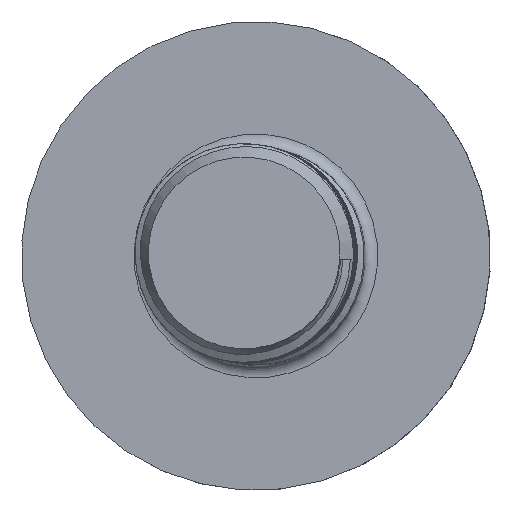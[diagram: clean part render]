
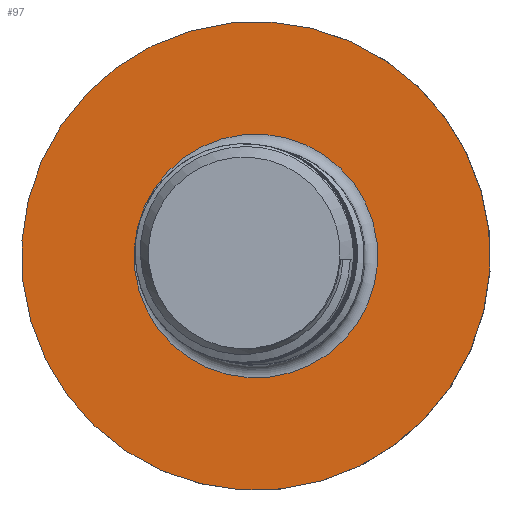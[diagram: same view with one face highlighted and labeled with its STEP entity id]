
A CAD part, top view. The second image highlights one B-rep face of the part: STEP entity #97.
In plain terms, the highlighted planar face has unit normal (-0.005, -0.001, 1).
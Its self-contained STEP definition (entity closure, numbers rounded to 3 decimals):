
#48=PLANE('',#475);
#78=FACE_BOUND('',#157,.T.);
#79=FACE_BOUND('',#158,.T.);
#97=ADVANCED_FACE('',(#78,#79),#48,.F.);
#157=EDGE_LOOP('',(#278));
#158=EDGE_LOOP('',(#279));
#278=ORIENTED_EDGE('',*,*,#406,.T.);
#279=ORIENTED_EDGE('',*,*,#404,.F.);
#360=VERTEX_POINT('',#4848);
#362=VERTEX_POINT('',#4853);
#404=EDGE_CURVE('',#360,#360,#444,.T.);
#406=EDGE_CURVE('',#362,#362,#446,.T.);
#444=CIRCLE('',#471,15.);
#446=CIRCLE('',#474,7.8);
#471=AXIS2_PLACEMENT_3D('',#4847,#542,#543);
#474=AXIS2_PLACEMENT_3D('',#4852,#548,#549);
#475=AXIS2_PLACEMENT_3D('',#4854,#550,#551);
#542=DIRECTION('',(0.005,0.,-1.));
#543=DIRECTION('',(-0.998,0.064,-0.005));
#548=DIRECTION('',(0.005,0.,-1.));
#549=DIRECTION('',(-0.998,0.064,-0.005));
#550=DIRECTION('',(0.005,0.,-1.));
#551=DIRECTION('',(-0.998,0.064,-0.005));
#4847=CARTESIAN_POINT('',(-76.619,-678.159,-86.78));
#4848=CARTESIAN_POINT('',(-91.588,-677.192,-86.854));
#4852=CARTESIAN_POINT('',(-76.619,-678.159,-86.78));
#4853=CARTESIAN_POINT('',(-84.403,-677.656,-86.819));
#4854=CARTESIAN_POINT('',(-76.619,-678.159,-86.78));
